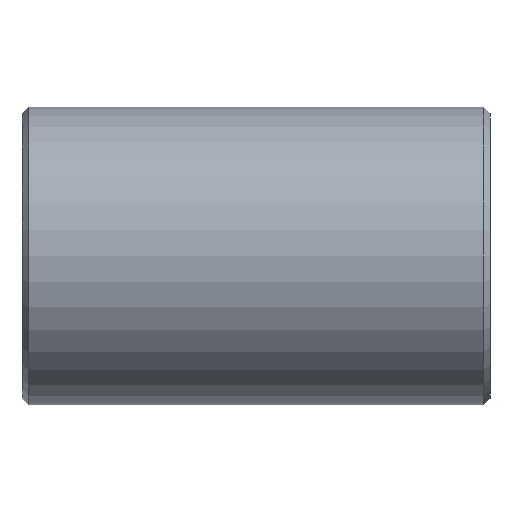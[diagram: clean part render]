
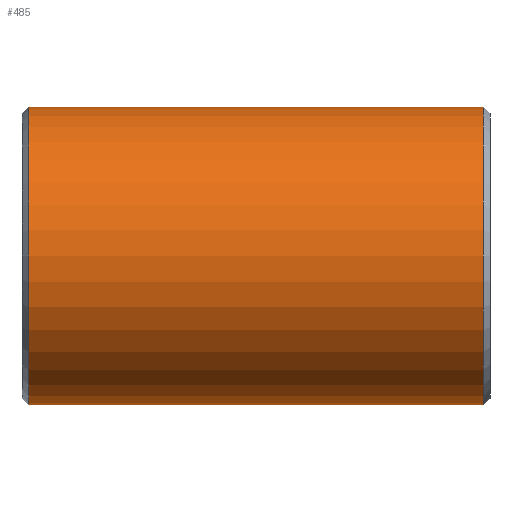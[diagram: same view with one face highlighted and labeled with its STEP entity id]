
A CAD part, front view. The second image highlights one B-rep face of the part: STEP entity #485.
In plain terms, the highlighted cylindrical face has radius 177.8 mm (diameter 355.6 mm), a partial arc.
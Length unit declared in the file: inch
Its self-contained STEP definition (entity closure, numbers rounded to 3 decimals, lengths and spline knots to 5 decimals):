
#34 = ORIENTED_EDGE ( 'NONE', *, *, #290, .T. ) ;
#39 = EDGE_LOOP ( 'NONE', ( #75, #168, #432, #34, #376, #69 ) ) ;
#62 = EDGE_CURVE ( 'NONE', #199, #162, #489, .T. ) ;
#65 = VECTOR ( 'NONE', #404, 39.37008 ) ;
#69 = ORIENTED_EDGE ( 'NONE', *, *, #62, .F. ) ;
#71 = DIRECTION ( 'NONE',  ( -1., 0., 0. ) ) ;
#73 = DIRECTION ( 'NONE',  ( -1., 0., 0. ) ) ;
#75 = ORIENTED_EDGE ( 'NONE', *, *, #326, .F. ) ;
#76 = CARTESIAN_POINT ( 'NONE',  ( 10.68733, 0., 0. ) ) ;
#115 = CIRCLE ( 'NONE', #415, 7. ) ;
#120 = CARTESIAN_POINT ( 'NONE',  ( -10.68733, 0., 0. ) ) ;
#129 = VECTOR ( 'NONE', #71, 39.37008 ) ;
#149 = VERTEX_POINT ( 'NONE', #234 ) ;
#153 = CARTESIAN_POINT ( 'NONE',  ( 11., 0., -7. ) ) ;
#156 = DIRECTION ( 'NONE',  ( -1., 0., 0. ) ) ;
#162 = VERTEX_POINT ( 'NONE', #555 ) ;
#168 = ORIENTED_EDGE ( 'NONE', *, *, #537, .T. ) ;
#173 = CARTESIAN_POINT ( 'NONE',  ( 11., 0., 7. ) ) ;
#199 = VERTEX_POINT ( 'NONE', #514 ) ;
#200 = VECTOR ( 'NONE', #523, 39.37008 ) ;
#203 = LINE ( 'NONE', #328, #285 ) ;
#234 = CARTESIAN_POINT ( 'NONE',  ( 10.68733, 0., -7. ) ) ;
#285 = VECTOR ( 'NONE', #156, 39.37008 ) ;
#290 = EDGE_CURVE ( 'NONE', #573, #570, #203, .T. ) ;
#294 = LINE ( 'NONE', #173, #65 ) ;
#297 = FACE_OUTER_BOUND ( 'NONE', #39, .T. ) ;
#302 = VERTEX_POINT ( 'NONE', #431 ) ;
#308 = CARTESIAN_POINT ( 'NONE',  ( -10.68733, 0., 7. ) ) ;
#324 = LINE ( 'NONE', #153, #200 ) ;
#326 = EDGE_CURVE ( 'NONE', #149, #199, #324, .T. ) ;
#328 = CARTESIAN_POINT ( 'NONE',  ( 11., 0., 7. ) ) ;
#355 = DIRECTION ( 'NONE',  ( -1., 0., 0. ) ) ;
#356 = CARTESIAN_POINT ( 'NONE',  ( 11., 0., -7. ) ) ;
#376 = ORIENTED_EDGE ( 'NONE', *, *, #451, .T. ) ;
#404 = DIRECTION ( 'NONE',  ( -1., 0., 0. ) ) ;
#415 = AXIS2_PLACEMENT_3D ( 'NONE', #120, #532, #576 ) ;
#426 = AXIS2_PLACEMENT_3D ( 'NONE', #76, #355, #545 ) ;
#431 = CARTESIAN_POINT ( 'NONE',  ( 10.68733, 0., 7. ) ) ;
#432 = ORIENTED_EDGE ( 'NONE', *, *, #492, .T. ) ;
#446 = CIRCLE ( 'NONE', #426, 7. ) ;
#451 = EDGE_CURVE ( 'NONE', #570, #162, #115, .T. ) ;
#485 = ADVANCED_FACE ( 'NONE', ( #297 ), #538, .T. ) ;
#488 = CARTESIAN_POINT ( 'NONE',  ( 11., 0., 0. ) ) ;
#489 = LINE ( 'NONE', #356, #129 ) ;
#492 = EDGE_CURVE ( 'NONE', #302, #573, #294, .T. ) ;
#497 = DIRECTION ( 'NONE',  ( 0., 0., 1. ) ) ;
#514 = CARTESIAN_POINT ( 'NONE',  ( 0., 0., -7. ) ) ;
#523 = DIRECTION ( 'NONE',  ( -1., 0., 0. ) ) ;
#532 = DIRECTION ( 'NONE',  ( 1., 0., 0. ) ) ;
#537 = EDGE_CURVE ( 'NONE', #149, #302, #446, .T. ) ;
#538 = CYLINDRICAL_SURFACE ( 'NONE', #563, 7. ) ;
#541 = CARTESIAN_POINT ( 'NONE',  ( 0., 0., 7. ) ) ;
#545 = DIRECTION ( 'NONE',  ( 0., 0., -1. ) ) ;
#555 = CARTESIAN_POINT ( 'NONE',  ( -10.68733, 0., -7. ) ) ;
#563 = AXIS2_PLACEMENT_3D ( 'NONE', #488, #73, #497 ) ;
#570 = VERTEX_POINT ( 'NONE', #308 ) ;
#573 = VERTEX_POINT ( 'NONE', #541 ) ;
#576 = DIRECTION ( 'NONE',  ( 0., 0., 1. ) ) ;
